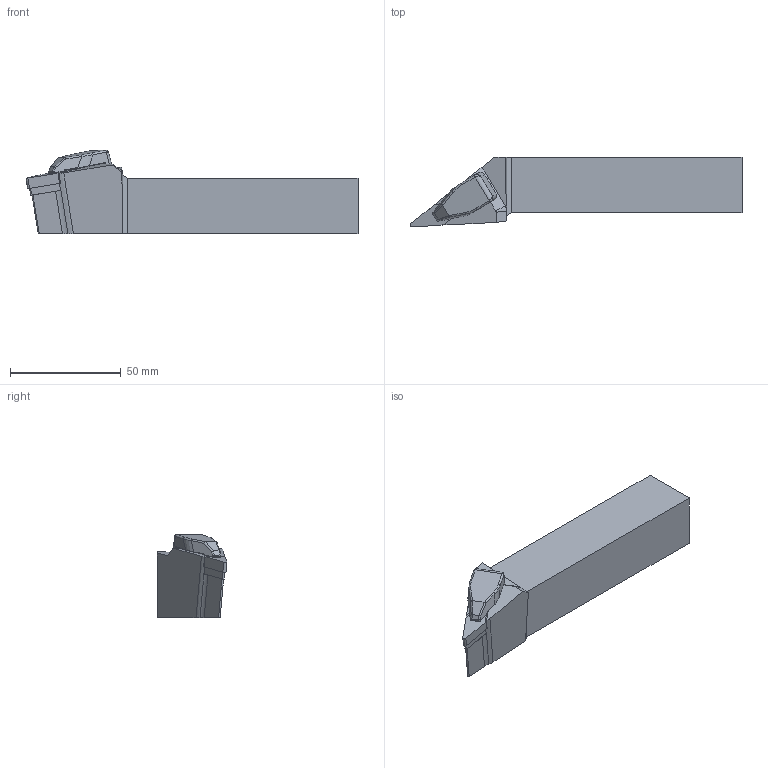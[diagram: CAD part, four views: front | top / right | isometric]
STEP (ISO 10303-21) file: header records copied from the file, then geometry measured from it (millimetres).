
FILE_DESCRIPTION(/* description */ (''),/* implementation_level */ '2;1');
FILE_NAME(/* name */ 'TVJNR-2525-M16.stp',/* time_stamp */ '2023-10-17T09:57:32+03:00',/* author */ (''),/* organization */ (''),/* preprocessor_version */ 'ST-DEVELOPER v19.4',/* originating_system */ 'SIEMENS PLM Software NX2306.3001',/* authorisation */ '');
FILE_SCHEMA (('AUTOMOTIVE_DESIGN { 1 0 10303 214 3 1 1 1 }'));
Length unit declared in the file: millimetre
Products named in the file (1): TVJNR-2525-M16
Bounding box: 150 x 31.5 x 37.61 mm (x, y, z)
Volume: 87707.8 mm3; surface area: 16912.7 mm2
Topology: 2 solids, 2 shells, 119 faces, 304 edges, 186 vertices
Faces by surface type: plane 51, cylinder 47, bspline 16, torus 2, sphere 2, cone 1
Full cylindrical faces by diameter (mm): 6.5 x1
Entity records: 3996 total; most frequent: CARTESIAN_POINT 1042, DIRECTION 610, ORIENTED_EDGE 598, EDGE_CURVE 299, AXIS2_PLACEMENT_3D 220, VERTEX_POINT 186, LINE 170, VECTOR 170
